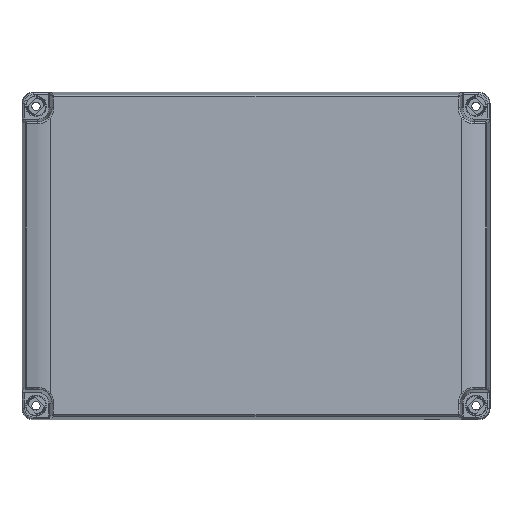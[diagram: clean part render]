
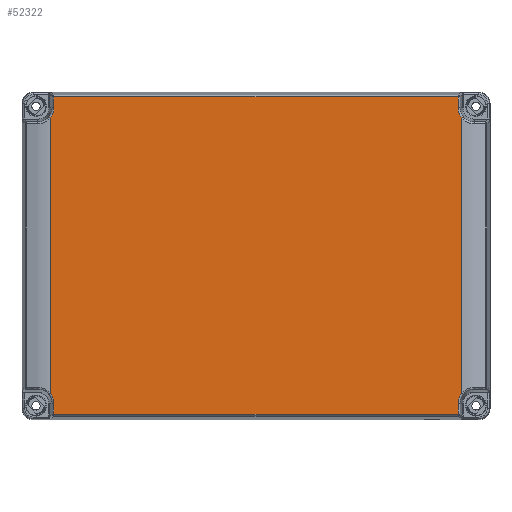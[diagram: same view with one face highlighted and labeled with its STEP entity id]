
A CAD part, top view. The second image highlights one B-rep face of the part: STEP entity #52322.
In plain terms, the highlighted planar face has unit normal (0, 0, 1).
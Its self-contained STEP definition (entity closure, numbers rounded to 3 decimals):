
#46175=DIRECTION('',(-1.,0.,0.));
#46176=VECTOR('',#46175,215.929);
#46177=CARTESIAN_POINT('',(107.965,-84.772,100.));
#46178=LINE('',#46177,#46176);
#46471=DIRECTION('',(1.,0.,0.));
#46472=VECTOR('',#46471,215.929);
#46473=CARTESIAN_POINT('',(-107.965,84.772,100.));
#46474=LINE('',#46473,#46472);
#46719=DIRECTION('',(0.,1.,0.));
#46720=VECTOR('',#46719,5.772);
#46721=CARTESIAN_POINT('',(-107.965,79.,100.));
#46722=LINE('',#46721,#46720);
#46728=DIRECTION('',(0.,1.,0.));
#46729=VECTOR('',#46728,146.936);
#46730=CARTESIAN_POINT('',(-110.,-73.468,
100.));
#46731=LINE('',#46730,#46729);
#46732=DIRECTION('',(0.,1.,0.));
#46733=VECTOR('',#46732,5.772);
#46734=CARTESIAN_POINT('',(107.965,79.,100.));
#46735=LINE('',#46734,#46733);
#46930=DIRECTION('',(0.,1.,0.));
#46931=VECTOR('',#46930,5.772);
#46932=CARTESIAN_POINT('',(107.965,-84.772,100.));
#46933=LINE('',#46932,#46931);
#46943=CARTESIAN_POINT('',(116.5,-79.,100.));
#46944=DIRECTION('',(0.,0.,-1.));
#46945=DIRECTION('',(-1.,0.,0.));
#46946=AXIS2_PLACEMENT_3D('',#46943,#46944,#46945);
#46981=DIRECTION('',(0.,1.,0.));
#46982=VECTOR('',#46981,146.936);
#46983=CARTESIAN_POINT('',(110.,-73.468,
100.));
#46984=LINE('',#46983,#46982);
#47027=CARTESIAN_POINT('',(110.,73.468,100.));
#47043=CARTESIAN_POINT('',(116.5,79.,100.));
#47044=DIRECTION('',(0.,0.,-1.));
#47045=DIRECTION('',(-0.762,-0.648,0.));
#47046=AXIS2_PLACEMENT_3D('',#47043,#47044,#47045);
#47085=DIRECTION('',(0.,-1.,0.));
#47086=VECTOR('',#47085,5.772);
#47087=CARTESIAN_POINT('',(-107.965,-79.,100.));
#47088=LINE('',#47087,#47086);
#47221=CARTESIAN_POINT('',(-116.5,-79.,100.));
#47222=DIRECTION('',(0.,0.,-1.));
#47223=DIRECTION('',(0.762,0.648,0.));
#47224=AXIS2_PLACEMENT_3D('',#47221,#47222,#47223);
#47245=CARTESIAN_POINT('',(-116.5,79.,100.));
#47246=DIRECTION('',(0.,0.,1.));
#47247=DIRECTION('',(0.762,-0.648,0.));
#47248=AXIS2_PLACEMENT_3D('',#47245,#47246,#47247);
#48062=CARTESIAN_POINT('',(-107.965,79.,100.));
#48063=CARTESIAN_POINT('',(-107.965,84.772,100.));
#48064=VERTEX_POINT('',#48062);
#48065=VERTEX_POINT('',#48063);
#48068=CARTESIAN_POINT('',(-110.,73.468,100.));
#48069=VERTEX_POINT('',#48068);
#48074=CARTESIAN_POINT('',(107.965,84.772,100.));
#48075=VERTEX_POINT('',#48074);
#48136=CARTESIAN_POINT('',(107.965,-84.772,100.));
#48137=CARTESIAN_POINT('',(-107.965,-84.772,100.));
#48138=VERTEX_POINT('',#48136);
#48139=VERTEX_POINT('',#48137);
#48160=CARTESIAN_POINT('',(-107.965,-79.,100.));
#48161=VERTEX_POINT('',#48160);
#48164=CARTESIAN_POINT('',(-110.,-73.468,100.));
#48165=VERTEX_POINT('',#48164);
#48170=CARTESIAN_POINT('',(107.965,-79.,100.));
#48171=VERTEX_POINT('',#48170);
#48174=CARTESIAN_POINT('',(110.,-73.468,100.));
#48175=VERTEX_POINT('',#48174);
#48182=VERTEX_POINT('',#47027);
#48184=CARTESIAN_POINT('',(107.965,79.,100.));
#48185=VERTEX_POINT('',#48184);
#52295=CARTESIAN_POINT('',(-110.,-87.5,100.));
#52296=DIRECTION('',(0.,0.,1.));
#52297=DIRECTION('',(1.,0.,0.));
#52298=AXIS2_PLACEMENT_3D('',#52295,#52296,#52297);
#52299=PLANE('',#52298);
#52300=ORIENTED_EDGE('',*,*,#52288,.T.);
#52301=ORIENTED_EDGE('',*,*,#51873,.T.);
#52303=ORIENTED_EDGE('',*,*,#52302,.F.);
#52305=ORIENTED_EDGE('',*,*,#52304,.F.);
#52307=ORIENTED_EDGE('',*,*,#52306,.F.);
#52309=ORIENTED_EDGE('',*,*,#52308,.F.);
#52311=ORIENTED_EDGE('',*,*,#52310,.F.);
#52312=ORIENTED_EDGE('',*,*,#51369,.T.);
#52314=ORIENTED_EDGE('',*,*,#52313,.F.);
#52316=ORIENTED_EDGE('',*,*,#52315,.F.);
#52317=ORIENTED_EDGE('',*,*,#51576,.T.);
#52319=ORIENTED_EDGE('',*,*,#52318,.T.);
#52320=EDGE_LOOP('',(#52300,#52301,#52303,#52305,#52307,#52309,#52311,#52312,
#52314,#52316,#52317,#52319));
#52321=FACE_OUTER_BOUND('',#52320,.F.);
#52322=ADVANCED_FACE('',(#52321),#52299,.T.);
#46947=CIRCLE('',#46946,8.535);
#47047=CIRCLE('',#47046,8.535);
#47225=CIRCLE('',#47224,8.535);
#47249=CIRCLE('',#47248,8.535);
#51369=EDGE_CURVE('',#48138,#48139,#46178,.T.);
#51576=EDGE_CURVE('',#48165,#48069,#46731,.T.);
#51873=EDGE_CURVE('',#48065,#48075,#46474,.T.);
#52288=EDGE_CURVE('',#48064,#48065,#46722,.T.);
#52302=EDGE_CURVE('',#48185,#48075,#46735,.T.);
#52304=EDGE_CURVE('',#48182,#48185,#47047,.T.);
#52306=EDGE_CURVE('',#48175,#48182,#46984,.T.);
#52308=EDGE_CURVE('',#48171,#48175,#46947,.T.);
#52310=EDGE_CURVE('',#48138,#48171,#46933,.T.);
#52313=EDGE_CURVE('',#48161,#48139,#47088,.T.);
#52315=EDGE_CURVE('',#48165,#48161,#47225,.T.);
#52318=EDGE_CURVE('',#48069,#48064,#47249,.T.);
